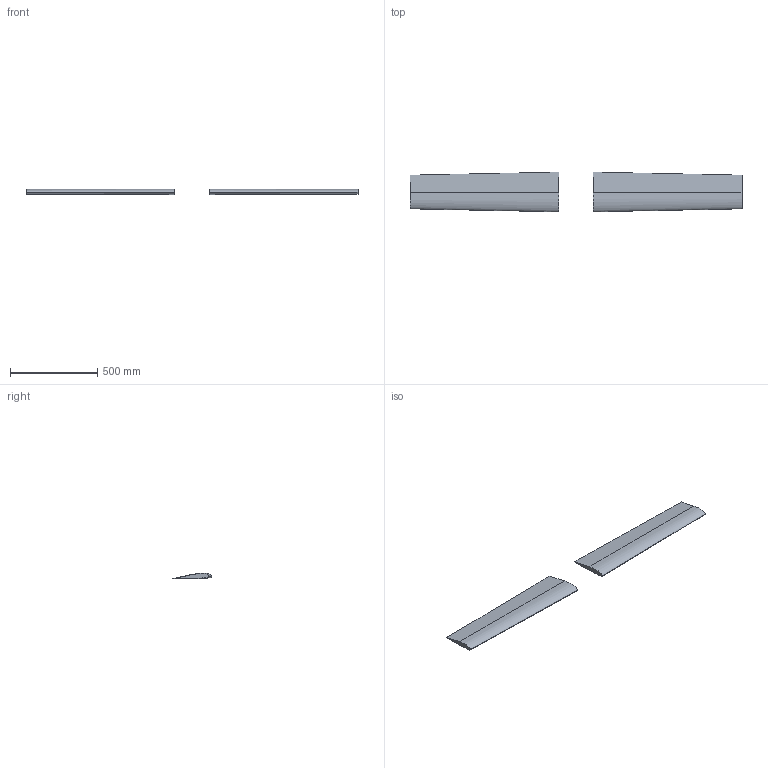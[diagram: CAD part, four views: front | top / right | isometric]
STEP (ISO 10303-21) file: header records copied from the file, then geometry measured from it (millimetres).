
FILE_DESCRIPTION(('HOOPS Exchange Step'),'2;1');
FILE_NAME('temp_export','2025-03-18T13:16:15+08:00',('Bruno Liu'),('Shapr3D Limited'),'HOOPS Exchange 2024.8','Shapr3D','Authorized');
FILE_SCHEMA( ('AP242_MANAGED_MODEL_BASED_3D_ENGINEERING_MIM_LF {1 0 10303 442 1 1 4}') );
Length unit declared in the file: millimetre
Products named in the file (1): root
Bounding box: 1900 x 226.5 x 33.86 mm (x, y, z)
Volume: 6432642.7 mm3; surface area: 750995.7 mm2
Topology: 2 solids, 2 shells, 14 faces, 30 edges, 20 vertices
Faces by surface type: plane 10, bspline 4
Entity records: 750 total; most frequent: CARTESIAN_POINT 441, ORIENTED_EDGE 60, DIRECTION 43, EDGE_CURVE 30, VERTEX_POINT 20, VECTOR 19, LINE 19, EDGE_LOOP 14
